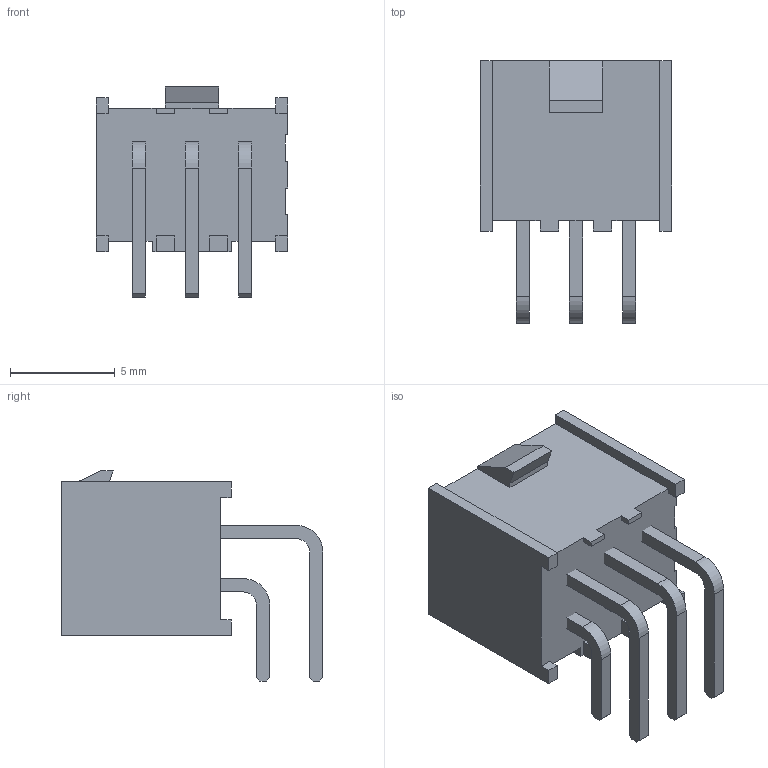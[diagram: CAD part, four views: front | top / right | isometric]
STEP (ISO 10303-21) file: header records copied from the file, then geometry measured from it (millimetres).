
FILE_DESCRIPTION( ( 'STEP AP214' ), '1' );
FILE_NAME( 'IPL1-103-01-L-D-RA-K.stp', '2019-09-27T22:25:52', ( '' ), ( '' ), ' ', 'PARTsolutions', ' ' );
FILE_SCHEMA( ( 'AUTOMOTIVE_DESIGN { 1 0 10303 214 1 1 1 1 }' ) );
Length unit declared in the file: inch
Products named in the file (3): IPL1-103-01-L-D-RA-K; _IPL1-103-01-D-RA-K_header; _T-1S64-01-03-D-RA
Assembly tree (2 placements, depth 2):
  IPL1-103-01-L-D-RA-K
    _IPL1-103-01-D-RA-K_header
    _T-1S64-01-03-D-RA
Bounding box: 9.14 x 12.51 x 10.03 mm (x, y, z)
Volume: 286.6 mm3; surface area: 1016.9 mm2
Topology: 2 solids, 2 shells, 201 faces, 588 edges, 392 vertices
Faces by surface type: plane 189, cylinder 12
Entity records: 8208 total; most frequent: CARTESIAN_POINT 1184, ORIENTED_EDGE 1176, DIRECTION 1020, EDGE_CURVE 588, LINE 564, VECTOR 564, VERTEX_POINT 392, AXIS2_PLACEMENT_3D 228
